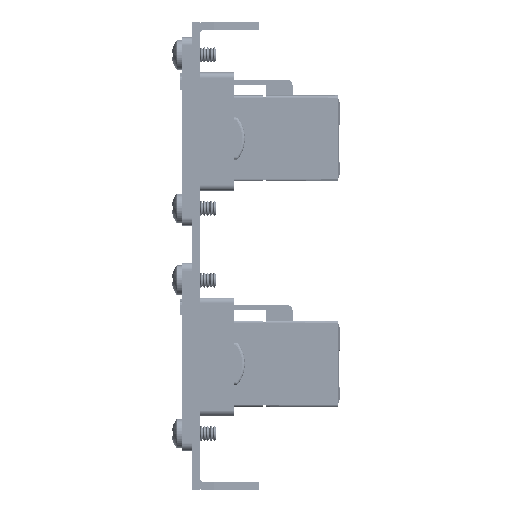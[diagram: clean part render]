
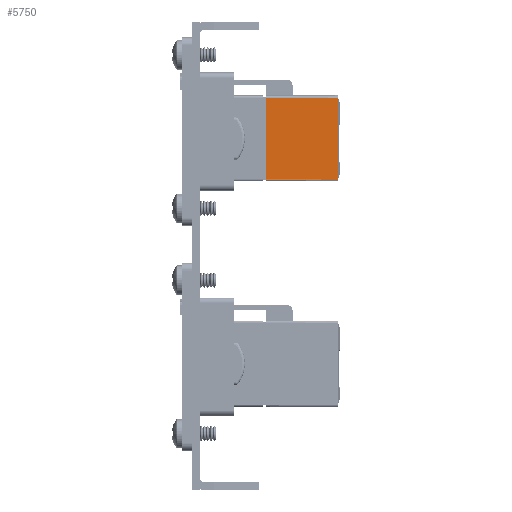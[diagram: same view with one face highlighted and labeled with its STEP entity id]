
A CAD part, left-side view. The second image highlights one B-rep face of the part: STEP entity #5750.
In plain terms, the highlighted planar face has unit normal (-1, 0, 0).
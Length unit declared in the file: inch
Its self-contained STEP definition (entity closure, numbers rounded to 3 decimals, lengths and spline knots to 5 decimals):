
#2100 = VERTEX_POINT ( 'NONE', #34076 ) ;
#2696 = CARTESIAN_POINT ( 'NONE',  ( -0.2874, -0.03543, -0.30374 ) ) ;
#5750 = ADVANCED_FACE ( 'NONE', ( #30106 ), #15009, .F. ) ;
#5918 = LINE ( 'NONE', #41420, #71203 ) ;
#6202 = CARTESIAN_POINT ( 'NONE',  ( -0.2874, -0.56693, -0.31949 ) ) ;
#10163 = VERTEX_POINT ( 'NONE', #2696 ) ;
#15009 = PLANE ( 'NONE',  #49883 ) ;
#18911 = ORIENTED_EDGE ( 'NONE', *, *, #57712, .T. ) ;
#20290 = EDGE_CURVE ( 'NONE', #2100, #49568, #79618, .T. ) ;
#24137 = EDGE_CURVE ( 'NONE', #49568, #26255, #30779, .T. ) ;
#24533 = CARTESIAN_POINT ( 'NONE',  ( -0.2874, -0.03543, -0.31949 ) ) ;
#26255 = VERTEX_POINT ( 'NONE', #60273 ) ;
#26510 = CARTESIAN_POINT ( 'NONE',  ( -0.2874, -0.56693, 0.30374 ) ) ;
#27713 = CARTESIAN_POINT ( 'NONE',  ( -0.2874, 0.58661, -0.31949 ) ) ;
#30106 = FACE_OUTER_BOUND ( 'NONE', #39281, .T. ) ;
#30779 = LINE ( 'NONE', #53595, #43611 ) ;
#31162 = EDGE_CURVE ( 'NONE', #10163, #26255, #42127, .T. ) ;
#33013 = DIRECTION ( 'NONE',  ( 0., 0., 1. ) ) ;
#33525 = ORIENTED_EDGE ( 'NONE', *, *, #20290, .T. ) ;
#34076 = CARTESIAN_POINT ( 'NONE',  ( -0.2874, -0.56693, -0.30374 ) ) ;
#34083 = DIRECTION ( 'NONE',  ( 0., 0., -1. ) ) ;
#34906 = ORIENTED_EDGE ( 'NONE', *, *, #31162, .F. ) ;
#35851 = ORIENTED_EDGE ( 'NONE', *, *, #24137, .T. ) ;
#39281 = EDGE_LOOP ( 'NONE', ( #34906, #18911, #33525, #35851 ) ) ;
#41420 = CARTESIAN_POINT ( 'NONE',  ( -0.2874, 0.58661, -0.30374 ) ) ;
#42127 = LINE ( 'NONE', #24533, #60948 ) ;
#43611 = VECTOR ( 'NONE', #66396, 39.37008 ) ;
#49568 = VERTEX_POINT ( 'NONE', #26510 ) ;
#49883 = AXIS2_PLACEMENT_3D ( 'NONE', #27713, #71930, #34083 ) ;
#53595 = CARTESIAN_POINT ( 'NONE',  ( -0.2874, 0.58661, 0.30374 ) ) ;
#57712 = EDGE_CURVE ( 'NONE', #10163, #2100, #5918, .T. ) ;
#60273 = CARTESIAN_POINT ( 'NONE',  ( -0.2874, -0.03543, 0.30374 ) ) ;
#60948 = VECTOR ( 'NONE', #75133, 39.37008 ) ;
#62867 = VECTOR ( 'NONE', #33013, 39.37008 ) ;
#66396 = DIRECTION ( 'NONE',  ( 0., 1., 0. ) ) ;
#66897 = DIRECTION ( 'NONE',  ( 0., -1., 0. ) ) ;
#71203 = VECTOR ( 'NONE', #66897, 39.37008 ) ;
#71930 = DIRECTION ( 'NONE',  ( 1., 0., 0. ) ) ;
#75133 = DIRECTION ( 'NONE',  ( 0., 0., 1. ) ) ;
#79618 = LINE ( 'NONE', #6202, #62867 ) ;
